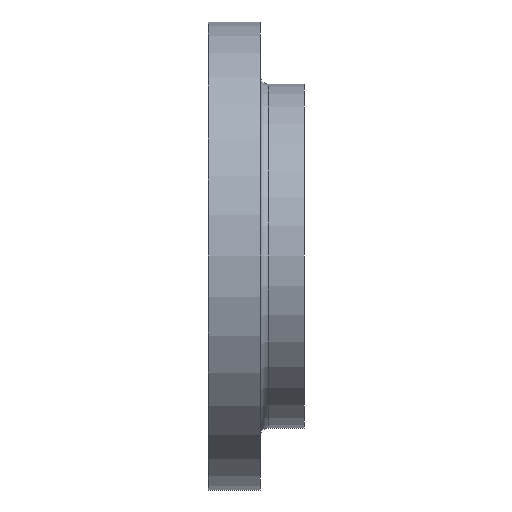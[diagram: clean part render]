
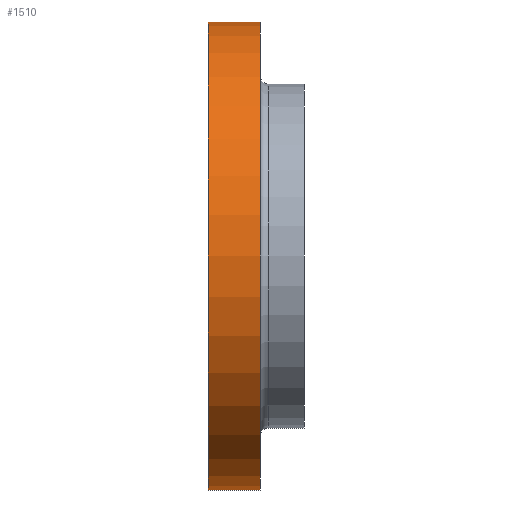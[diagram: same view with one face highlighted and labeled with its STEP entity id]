
A CAD part, front view. The second image highlights one B-rep face of the part: STEP entity #1510.
In plain terms, the highlighted cylindrical face has radius 371.475 mm (diameter 742.95 mm), a partial arc.
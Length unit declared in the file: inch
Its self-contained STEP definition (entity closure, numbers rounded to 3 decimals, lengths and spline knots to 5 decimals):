
#126 = VERTEX_POINT ( 'NONE', #455 ) ;
#183 = CIRCLE ( 'NONE', #1737, 14.625 ) ;
#219 = DIRECTION ( 'NONE',  ( 0., 0., 1. ) ) ;
#292 = ORIENTED_EDGE ( 'NONE', *, *, #1723, .F. ) ;
#311 = DIRECTION ( 'NONE',  ( 0., 0., 1. ) ) ;
#312 = CIRCLE ( 'NONE', #521, 14.625 ) ;
#363 = CYLINDRICAL_SURFACE ( 'NONE', #1848, 14.625 ) ;
#443 = CARTESIAN_POINT ( 'NONE',  ( 0., 0., 14.625 ) ) ;
#444 = VECTOR ( 'NONE', #1435, 39.37008 ) ;
#455 = CARTESIAN_POINT ( 'NONE',  ( 1.54986, 0., 14.625 ) ) ;
#462 = EDGE_LOOP ( 'NONE', ( #292, #1437, #463, #670 ) ) ;
#463 = ORIENTED_EDGE ( 'NONE', *, *, #1660, .T. ) ;
#488 = VECTOR ( 'NONE', #1039, 39.37008 ) ;
#521 = AXIS2_PLACEMENT_3D ( 'NONE', #1824, #1111, #1420 ) ;
#532 = FACE_OUTER_BOUND ( 'NONE', #462, .T. ) ;
#554 = LINE ( 'NONE', #1887, #444 ) ;
#636 = DIRECTION ( 'NONE',  ( -1., 0., 0. ) ) ;
#670 = ORIENTED_EDGE ( 'NONE', *, *, #1898, .F. ) ;
#801 = CARTESIAN_POINT ( 'NONE',  ( 0., 0., 0. ) ) ;
#899 = CARTESIAN_POINT ( 'NONE',  ( -1.70014, 0., 14.625 ) ) ;
#995 = VERTEX_POINT ( 'NONE', #1185 ) ;
#1039 = DIRECTION ( 'NONE',  ( -1., 0., 0. ) ) ;
#1075 = CARTESIAN_POINT ( 'NONE',  ( -1.70014, 0., 0. ) ) ;
#1104 = DIRECTION ( 'NONE',  ( -1., 0., 0. ) ) ;
#1111 = DIRECTION ( 'NONE',  ( -1., 0., 0. ) ) ;
#1135 = VERTEX_POINT ( 'NONE', #899 ) ;
#1185 = CARTESIAN_POINT ( 'NONE',  ( -1.70014, 0., -14.625 ) ) ;
#1321 = CARTESIAN_POINT ( 'NONE',  ( 1.54986, 0., -14.625 ) ) ;
#1420 = DIRECTION ( 'NONE',  ( 0., 0., 1. ) ) ;
#1435 = DIRECTION ( 'NONE',  ( -1., 0., 0. ) ) ;
#1437 = ORIENTED_EDGE ( 'NONE', *, *, #1468, .T. ) ;
#1468 = EDGE_CURVE ( 'NONE', #1713, #126, #312, .T. ) ;
#1510 = ADVANCED_FACE ( 'NONE', ( #532 ), #363, .T. ) ;
#1660 = EDGE_CURVE ( 'NONE', #126, #1135, #1903, .T. ) ;
#1713 = VERTEX_POINT ( 'NONE', #1321 ) ;
#1723 = EDGE_CURVE ( 'NONE', #1713, #995, #554, .T. ) ;
#1737 = AXIS2_PLACEMENT_3D ( 'NONE', #1075, #636, #311 ) ;
#1824 = CARTESIAN_POINT ( 'NONE',  ( 1.54986, 0., 0. ) ) ;
#1848 = AXIS2_PLACEMENT_3D ( 'NONE', #801, #1104, #219 ) ;
#1887 = CARTESIAN_POINT ( 'NONE',  ( 0., 0., -14.625 ) ) ;
#1898 = EDGE_CURVE ( 'NONE', #995, #1135, #183, .T. ) ;
#1903 = LINE ( 'NONE', #443, #488 ) ;
